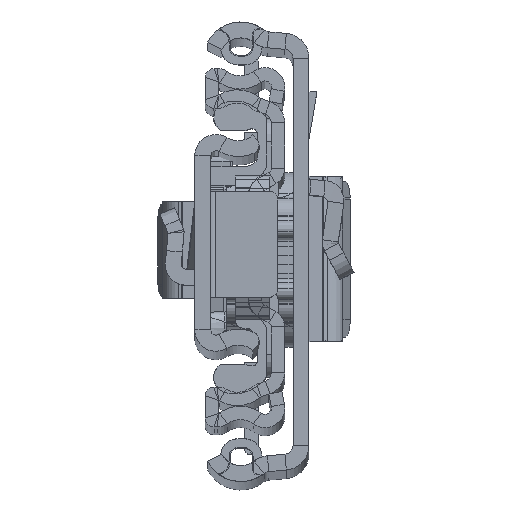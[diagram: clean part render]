
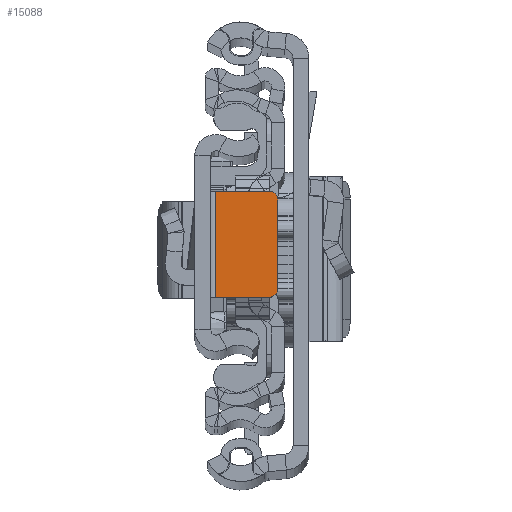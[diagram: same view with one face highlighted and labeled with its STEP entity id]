
A CAD part, top view. The second image highlights one B-rep face of the part: STEP entity #15088.
In plain terms, the highlighted planar face has unit normal (0, 0, 1).
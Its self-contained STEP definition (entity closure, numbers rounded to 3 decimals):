
#105 = VECTOR ( 'NONE', #8189, 1000. ) ;
#792 = AXIS2_PLACEMENT_3D ( 'NONE', #18808, #7671, #14587 ) ;
#885 = ORIENTED_EDGE ( 'NONE', *, *, #19066, .F. ) ;
#1590 = ORIENTED_EDGE ( 'NONE', *, *, #11319, .T. ) ;
#1626 = CARTESIAN_POINT ( 'NONE',  ( -8.4, -5.849, -6.8 ) ) ;
#2660 = EDGE_CURVE ( 'NONE', #15239, #23124, #25027, .T. ) ;
#2741 = ORIENTED_EDGE ( 'NONE', *, *, #27735, .F. ) ;
#2992 = DIRECTION ( 'NONE',  ( 1., 0., 0. ) ) ;
#3502 = EDGE_LOOP ( 'NONE', ( #7786, #7583, #12396, #885, #2741, #1590 ) ) ;
#3690 = EDGE_CURVE ( 'NONE', #21265, #6132, #29575, .T. ) ;
#3938 = AXIS2_PLACEMENT_3D ( 'NONE', #17231, #19367, #2992 ) ;
#4432 = VECTOR ( 'NONE', #20907, 1000. ) ;
#4818 = DIRECTION ( 'NONE',  ( 1., 0., 0. ) ) ;
#6132 = VERTEX_POINT ( 'NONE', #1626 ) ;
#6216 = CARTESIAN_POINT ( 'NONE',  ( -9.4, -5.849, -6.8 ) ) ;
#6293 = AXIS2_PLACEMENT_3D ( 'NONE', #9083, #25596, #20309 ) ;
#6806 = CARTESIAN_POINT ( 'NONE',  ( -9.4, 6.151, -6.8 ) ) ;
#7583 = ORIENTED_EDGE ( 'NONE', *, *, #18446, .T. ) ;
#7642 = CARTESIAN_POINT ( 'NONE',  ( -2.3, -5.849, -6.8 ) ) ;
#7671 = DIRECTION ( 'NONE',  ( 0., 0., 1. ) ) ;
#7786 = ORIENTED_EDGE ( 'NONE', *, *, #2660, .F. ) ;
#8189 = DIRECTION ( 'NONE',  ( -1., 0., 0. ) ) ;
#9083 = CARTESIAN_POINT ( 'NONE',  ( -8.4, 5.151, -6.8 ) ) ;
#9539 = PLANE ( 'NONE',  #792 ) ;
#10933 = VERTEX_POINT ( 'NONE', #17813 ) ;
#11319 = EDGE_CURVE ( 'NONE', #22522, #23124, #13074, .T. ) ;
#12396 = ORIENTED_EDGE ( 'NONE', *, *, #3690, .F. ) ;
#12779 = CARTESIAN_POINT ( 'NONE',  ( -9.4, -4.849, -6.8 ) ) ;
#13074 = CIRCLE ( 'NONE', #6293, 1. ) ;
#14442 = CARTESIAN_POINT ( 'NONE',  ( -8.4, 6.151, -6.8 ) ) ;
#14587 = DIRECTION ( 'NONE',  ( 1., 0., 0. ) ) ;
#15088 = ADVANCED_FACE ( 'NONE', ( #22092 ), #9539, .T. ) ;
#15239 = VERTEX_POINT ( 'NONE', #12779 ) ;
#15539 = CIRCLE ( 'NONE', #3938, 1. ) ;
#15567 = CARTESIAN_POINT ( 'NONE',  ( -9.4, 5.151, -6.8 ) ) ;
#17231 = CARTESIAN_POINT ( 'NONE',  ( -8.4, -4.849, -6.8 ) ) ;
#17813 = CARTESIAN_POINT ( 'NONE',  ( -2.3, 6.151, -6.8 ) ) ;
#18446 = EDGE_CURVE ( 'NONE', #15239, #6132, #15539, .T. ) ;
#18808 = CARTESIAN_POINT ( 'NONE',  ( 0., 0., -6.8 ) ) ;
#19066 = EDGE_CURVE ( 'NONE', #10933, #21265, #22158, .T. ) ;
#19367 = DIRECTION ( 'NONE',  ( 0., 0., 1. ) ) ;
#19525 = VECTOR ( 'NONE', #4818, 1000. ) ;
#20309 = DIRECTION ( 'NONE',  ( 1., 0., 0. ) ) ;
#20435 = LINE ( 'NONE', #20737, #19525 ) ;
#20737 = CARTESIAN_POINT ( 'NONE',  ( -1.8, 6.151, -6.8 ) ) ;
#20907 = DIRECTION ( 'NONE',  ( 0., 1., 0. ) ) ;
#21265 = VERTEX_POINT ( 'NONE', #7642 ) ;
#22092 = FACE_OUTER_BOUND ( 'NONE', #3502, .T. ) ;
#22158 = LINE ( 'NONE', #29281, #29642 ) ;
#22522 = VERTEX_POINT ( 'NONE', #14442 ) ;
#23124 = VERTEX_POINT ( 'NONE', #15567 ) ;
#25027 = LINE ( 'NONE', #6806, #4432 ) ;
#25596 = DIRECTION ( 'NONE',  ( 0., 0., 1. ) ) ;
#26983 = DIRECTION ( 'NONE',  ( 0., -1., 0. ) ) ;
#27735 = EDGE_CURVE ( 'NONE', #22522, #10933, #20435, .T. ) ;
#29281 = CARTESIAN_POINT ( 'NONE',  ( -2.3, 6.151, -6.8 ) ) ;
#29575 = LINE ( 'NONE', #6216, #105 ) ;
#29642 = VECTOR ( 'NONE', #26983, 1000. ) ;
